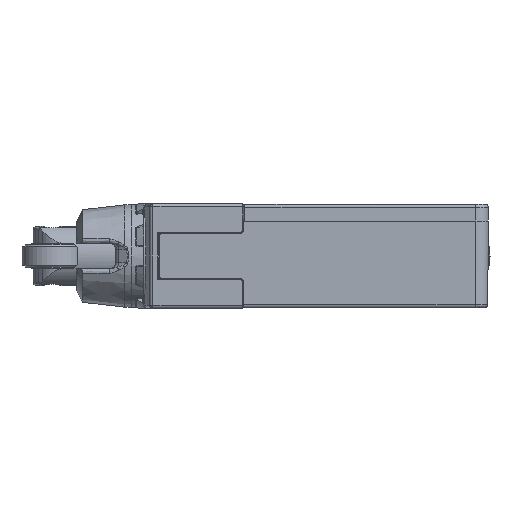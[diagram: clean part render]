
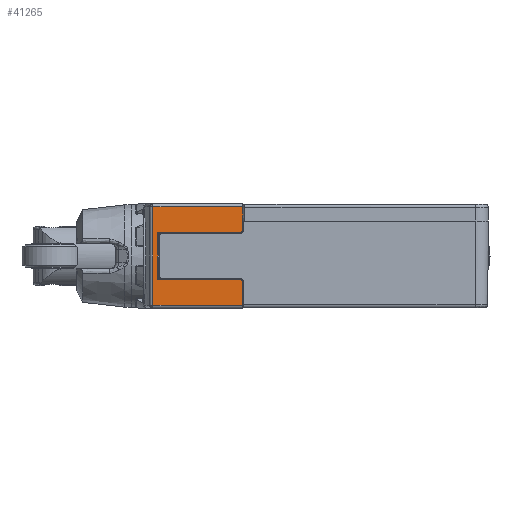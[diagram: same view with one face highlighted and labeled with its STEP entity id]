
A CAD part, left-side view. The second image highlights one B-rep face of the part: STEP entity #41265.
In plain terms, the highlighted planar face has unit normal (-1, 0, 0).
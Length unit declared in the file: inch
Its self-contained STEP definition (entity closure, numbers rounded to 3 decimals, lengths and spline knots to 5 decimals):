
#136 = CARTESIAN_POINT ( 'NONE',  ( -0.17717, -0.15748, -0.02165 ) ) ;
#408 = ORIENTED_EDGE ( 'NONE', *, *, #6045, .T. ) ;
#1125 = ORIENTED_EDGE ( 'NONE', *, *, #17154, .T. ) ;
#1600 = VECTOR ( 'NONE', #20579, 39.37008 ) ;
#2341 = VECTOR ( 'NONE', #7161, 39.37008 ) ;
#2507 = EDGE_CURVE ( 'NONE', #19438, #42455, #20952, .T. ) ;
#3458 = CARTESIAN_POINT ( 'NONE',  ( -0.17717, -0.17717, -0.18898 ) ) ;
#3594 = ORIENTED_EDGE ( 'NONE', *, *, #40193, .T. ) ;
#3693 = DIRECTION ( 'NONE',  ( 0., 0., -1. ) ) ;
#3790 = LINE ( 'NONE', #11903, #25387 ) ;
#3955 = CARTESIAN_POINT ( 'NONE',  ( -0.17717, 0.35433, -0.32874 ) ) ;
#4241 = VERTEX_POINT ( 'NONE', #46720 ) ;
#5281 = VERTEX_POINT ( 'NONE', #25170 ) ;
#5491 = ORIENTED_EDGE ( 'NONE', *, *, #24909, .T. ) ;
#5755 = DIRECTION ( 'NONE',  ( -1., 0., 0. ) ) ;
#6014 = EDGE_CURVE ( 'NONE', #38218, #33707, #31563, .T. ) ;
#6045 = EDGE_CURVE ( 'NONE', #16199, #8579, #40357, .T. ) ;
#6559 = VECTOR ( 'NONE', #19895, 39.37008 ) ;
#6995 = LINE ( 'NONE', #47184, #22245 ) ;
#7161 = DIRECTION ( 'NONE',  ( 0., -1., 0. ) ) ;
#7413 = ORIENTED_EDGE ( 'NONE', *, *, #47978, .T. ) ;
#7549 = EDGE_CURVE ( 'NONE', #22480, #42455, #43093, .T. ) ;
#8165 = CARTESIAN_POINT ( 'NONE',  ( -0.17717, -0.17717, -0.49606 ) ) ;
#8579 = VERTEX_POINT ( 'NONE', #22616 ) ;
#8855 = CARTESIAN_POINT ( 'NONE',  ( -0.17717, -0.15748, -0.04134 ) ) ;
#8942 = FACE_OUTER_BOUND ( 'NONE', #27347, .T. ) ;
#10975 = DIRECTION ( 'NONE',  ( 0., 1., 0. ) ) ;
#11573 = ORIENTED_EDGE ( 'NONE', *, *, #6014, .T. ) ;
#11903 = CARTESIAN_POINT ( 'NONE',  ( -0.17717, 0.38405, 0.1378 ) ) ;
#13120 = PLANE ( 'NONE',  #20454 ) ;
#13129 = DIRECTION ( 'NONE',  ( 0., -1., 0. ) ) ;
#13163 = DIRECTION ( 'NONE',  ( 0., 1., 0. ) ) ;
#13605 = AXIS2_PLACEMENT_3D ( 'NONE', #39786, #31703, #13129 ) ;
#15325 = DIRECTION ( 'NONE',  ( 0., 0., -1. ) ) ;
#15380 = EDGE_CURVE ( 'NONE', #33707, #45157, #45111, .T. ) ;
#16199 = VERTEX_POINT ( 'NONE', #30900 ) ;
#16256 = CARTESIAN_POINT ( 'NONE',  ( -0.17717, -0.17717, -0.02165 ) ) ;
#17154 = EDGE_CURVE ( 'NONE', #8579, #38218, #37549, .T. ) ;
#17239 = CARTESIAN_POINT ( 'NONE',  ( -0.17717, -0.17717, -0.18898 ) ) ;
#17318 = DIRECTION ( 'NONE',  ( 0., -1., 0. ) ) ;
#19179 = CARTESIAN_POINT ( 'NONE',  ( -0.17717, 0.34646, -0.32874 ) ) ;
#19398 = LINE ( 'NONE', #30385, #6559 ) ;
#19438 = VERTEX_POINT ( 'NONE', #43597 ) ;
#19843 = ORIENTED_EDGE ( 'NONE', *, *, #7549, .T. ) ;
#19895 = DIRECTION ( 'NONE',  ( 0., -1., 0. ) ) ;
#19977 = CARTESIAN_POINT ( 'NONE',  ( -0.17717, 0.44094, 0.1378 ) ) ;
#20189 = LINE ( 'NONE', #17239, #23659 ) ;
#20454 = AXIS2_PLACEMENT_3D ( 'NONE', #19977, #5755, #38561 ) ;
#20579 = DIRECTION ( 'NONE',  ( 0., 0., 1. ) ) ;
#20952 = LINE ( 'NONE', #3458, #27331 ) ;
#22229 = EDGE_CURVE ( 'NONE', #5281, #31147, #20189, .T. ) ;
#22245 = VECTOR ( 'NONE', #17318, 39.37008 ) ;
#22480 = VERTEX_POINT ( 'NONE', #8855 ) ;
#22616 = CARTESIAN_POINT ( 'NONE',  ( -0.17717, 0.34646, -0.33661 ) ) ;
#23255 = AXIS2_PLACEMENT_3D ( 'NONE', #34919, #27831, #13163 ) ;
#23659 = VECTOR ( 'NONE', #42201, 39.37008 ) ;
#24250 = VECTOR ( 'NONE', #10975, 39.37008 ) ;
#24909 = EDGE_CURVE ( 'NONE', #27144, #31147, #45096, .T. ) ;
#25170 = CARTESIAN_POINT ( 'NONE',  ( -0.17717, -0.17717, -0.3563 ) ) ;
#25385 = DIRECTION ( 'NONE',  ( 0., 1., 0. ) ) ;
#25387 = VECTOR ( 'NONE', #15325, 39.37008 ) ;
#27144 = VERTEX_POINT ( 'NONE', #45514 ) ;
#27331 = VECTOR ( 'NONE', #3693, 39.37008 ) ;
#27347 = EDGE_LOOP ( 'NONE', ( #408, #1125, #11573, #28714, #7413, #19843, #38408, #31433, #3594, #5491, #42386, #31917 ) ) ;
#27460 = AXIS2_PLACEMENT_3D ( 'NONE', #136, #44221, #25385 ) ;
#27831 = DIRECTION ( 'NONE',  ( 1., 0., 0. ) ) ;
#28714 = ORIENTED_EDGE ( 'NONE', *, *, #15380, .T. ) ;
#29226 = CIRCLE ( 'NONE', #13605, 0.01969 ) ;
#29447 = DIRECTION ( 'NONE',  ( 0., -1., 0. ) ) ;
#29658 = CARTESIAN_POINT ( 'NONE',  ( -0.17717, 0.44094, -0.49606 ) ) ;
#29676 = DIRECTION ( 'NONE',  ( 1., 0., 0. ) ) ;
#30385 = CARTESIAN_POINT ( 'NONE',  ( -0.17717, 0.44094, -0.04134 ) ) ;
#30900 = CARTESIAN_POINT ( 'NONE',  ( -0.17717, -0.15748, -0.33661 ) ) ;
#31147 = VERTEX_POINT ( 'NONE', #8165 ) ;
#31433 = ORIENTED_EDGE ( 'NONE', *, *, #40054, .F. ) ;
#31563 = LINE ( 'NONE', #31802, #1600 ) ;
#31703 = DIRECTION ( 'NONE',  ( -1., 0., 0. ) ) ;
#31802 = CARTESIAN_POINT ( 'NONE',  ( -0.17717, 0.35433, 0.1378 ) ) ;
#31917 = ORIENTED_EDGE ( 'NONE', *, *, #36691, .T. ) ;
#33707 = VERTEX_POINT ( 'NONE', #46206 ) ;
#34404 = AXIS2_PLACEMENT_3D ( 'NONE', #19179, #29676, #29447 ) ;
#34919 = CARTESIAN_POINT ( 'NONE',  ( -0.17717, 0.34646, -0.04921 ) ) ;
#36691 = EDGE_CURVE ( 'NONE', #5281, #16199, #29226, .T. ) ;
#37156 = CARTESIAN_POINT ( 'NONE',  ( -0.17717, 0.44094, -0.33661 ) ) ;
#37549 = CIRCLE ( 'NONE', #34404, 0.00787 ) ;
#38218 = VERTEX_POINT ( 'NONE', #3955 ) ;
#38408 = ORIENTED_EDGE ( 'NONE', *, *, #2507, .F. ) ;
#38561 = DIRECTION ( 'NONE',  ( 0., -1., 0. ) ) ;
#39174 = CARTESIAN_POINT ( 'NONE',  ( -0.17717, 0.34646, -0.04134 ) ) ;
#39786 = CARTESIAN_POINT ( 'NONE',  ( -0.17717, -0.15748, -0.3563 ) ) ;
#40054 = EDGE_CURVE ( 'NONE', #4241, #19438, #6995, .T. ) ;
#40193 = EDGE_CURVE ( 'NONE', #4241, #27144, #3790, .T. ) ;
#40357 = LINE ( 'NONE', #37156, #24250 ) ;
#41265 = ADVANCED_FACE ( 'NONE', ( #8942 ), #13120, .T. ) ;
#42201 = DIRECTION ( 'NONE',  ( 0., 0., -1. ) ) ;
#42386 = ORIENTED_EDGE ( 'NONE', *, *, #22229, .F. ) ;
#42455 = VERTEX_POINT ( 'NONE', #16256 ) ;
#43093 = CIRCLE ( 'NONE', #27460, 0.01969 ) ;
#43597 = CARTESIAN_POINT ( 'NONE',  ( -0.17717, -0.17717, 0.11811 ) ) ;
#44221 = DIRECTION ( 'NONE',  ( -1., 0., 0. ) ) ;
#45096 = LINE ( 'NONE', #29658, #2341 ) ;
#45111 = CIRCLE ( 'NONE', #23255, 0.00787 ) ;
#45157 = VERTEX_POINT ( 'NONE', #39174 ) ;
#45514 = CARTESIAN_POINT ( 'NONE',  ( -0.17717, 0.38405, -0.49606 ) ) ;
#46206 = CARTESIAN_POINT ( 'NONE',  ( -0.17717, 0.35433, -0.04921 ) ) ;
#46720 = CARTESIAN_POINT ( 'NONE',  ( -0.17717, 0.38405, 0.11811 ) ) ;
#47184 = CARTESIAN_POINT ( 'NONE',  ( -0.17717, -0.18148, 0.11811 ) ) ;
#47978 = EDGE_CURVE ( 'NONE', #45157, #22480, #19398, .T. ) ;
